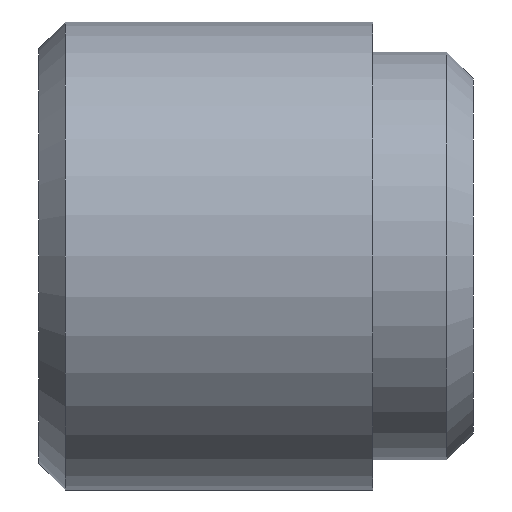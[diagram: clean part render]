
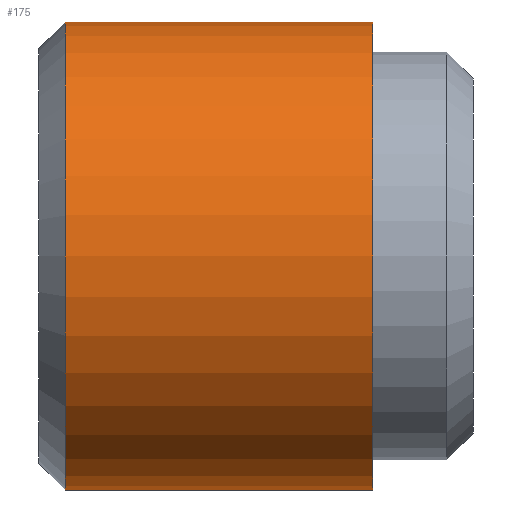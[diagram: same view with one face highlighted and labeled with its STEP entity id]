
A CAD part, left-side view. The second image highlights one B-rep face of the part: STEP entity #175.
In plain terms, the highlighted cylindrical face has radius 3.5 mm (diameter 7 mm), a partial arc.
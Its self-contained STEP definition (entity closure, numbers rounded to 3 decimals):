
#12 = CARTESIAN_POINT ( 'NONE',  ( 0., 1.5, 0. ) ) ;
#17 = VERTEX_POINT ( 'NONE', #117 ) ;
#26 = ORIENTED_EDGE ( 'NONE', *, *, #209, .T. ) ;
#27 = EDGE_CURVE ( 'NONE', #17, #232, #174, .T. ) ;
#28 = DIRECTION ( 'NONE',  ( 0., -1., 0. ) ) ;
#43 = DIRECTION ( 'NONE',  ( 0., -1., 0. ) ) ;
#46 = CARTESIAN_POINT ( 'NONE',  ( 0., 6.1, -3.5 ) ) ;
#47 = LINE ( 'NONE', #154, #170 ) ;
#53 = DIRECTION ( 'NONE',  ( 0., -1., 0. ) ) ;
#73 = CIRCLE ( 'NONE', #135, 3.5 ) ;
#80 = AXIS2_PLACEMENT_3D ( 'NONE', #195, #28, #247 ) ;
#81 = DIRECTION ( 'NONE',  ( 0., 1., 0. ) ) ;
#82 = EDGE_LOOP ( 'NONE', ( #231, #211, #26, #93 ) ) ;
#93 = ORIENTED_EDGE ( 'NONE', *, *, #283, .T. ) ;
#98 = EDGE_CURVE ( 'NONE', #17, #142, #150, .T. ) ;
#106 = DIRECTION ( 'NONE',  ( 0., 0., 1. ) ) ;
#107 = VERTEX_POINT ( 'NONE', #217 ) ;
#117 = CARTESIAN_POINT ( 'NONE',  ( 0., 6.1, 3.5 ) ) ;
#119 = CYLINDRICAL_SURFACE ( 'NONE', #80, 3.5 ) ;
#121 = DIRECTION ( 'NONE',  ( 0., 0., 1. ) ) ;
#126 = AXIS2_PLACEMENT_3D ( 'NONE', #315, #147, #121 ) ;
#135 = AXIS2_PLACEMENT_3D ( 'NONE', #12, #81, #106 ) ;
#142 = VERTEX_POINT ( 'NONE', #46 ) ;
#147 = DIRECTION ( 'NONE',  ( 0., -1., 0. ) ) ;
#150 = CIRCLE ( 'NONE', #126, 3.5 ) ;
#154 = CARTESIAN_POINT ( 'NONE',  ( 0., 6.5, -3.5 ) ) ;
#170 = VECTOR ( 'NONE', #53, 1000. ) ;
#174 = LINE ( 'NONE', #279, #253 ) ;
#175 = ADVANCED_FACE ( 'NONE', ( #198 ), #119, .T. ) ;
#195 = CARTESIAN_POINT ( 'NONE',  ( 0., 6.5, 0. ) ) ;
#198 = FACE_OUTER_BOUND ( 'NONE', #82, .T. ) ;
#209 = EDGE_CURVE ( 'NONE', #142, #107, #47, .T. ) ;
#211 = ORIENTED_EDGE ( 'NONE', *, *, #98, .T. ) ;
#217 = CARTESIAN_POINT ( 'NONE',  ( 0., 1.5, -3.5 ) ) ;
#221 = CARTESIAN_POINT ( 'NONE',  ( 0., 1.5, 3.5 ) ) ;
#231 = ORIENTED_EDGE ( 'NONE', *, *, #27, .F. ) ;
#232 = VERTEX_POINT ( 'NONE', #221 ) ;
#247 = DIRECTION ( 'NONE',  ( 0., 0., -1. ) ) ;
#253 = VECTOR ( 'NONE', #43, 1000. ) ;
#279 = CARTESIAN_POINT ( 'NONE',  ( 0., 6.5, 3.5 ) ) ;
#283 = EDGE_CURVE ( 'NONE', #107, #232, #73, .T. ) ;
#315 = CARTESIAN_POINT ( 'NONE',  ( 0., 6.1, 0. ) ) ;
